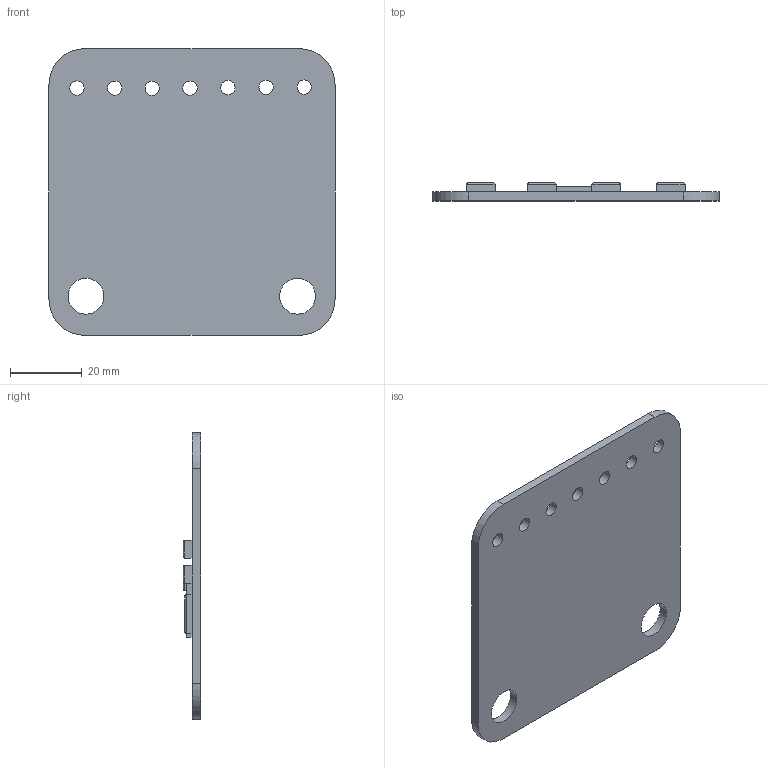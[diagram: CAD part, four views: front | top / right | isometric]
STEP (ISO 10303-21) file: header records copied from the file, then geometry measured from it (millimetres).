
FILE_DESCRIPTION(/* description */ ('','CAx-IF Rec.Pracs.---Representation and Presentation of Product Manufacturing Information (PMI)---4.0---2014-10-13'),/* implementation_level */ '2;1');
FILE_NAME(/* name */ 'ADXL335_WHL.step',/* time_stamp */ '2025-03-11T00:08:57-06:00',/* author */ (''),/* organization */ (''),/* preprocessor_version */ 'ST-DEVELOPER v20',/* originating_system */ 'Autodesk Translation Framework v13.20.0.188',/* authorisation */ '');
FILE_SCHEMA (('AP242_MANAGED_MODEL_BASED_3D_ENGINEERING_MIM_LF { 1 0 10303 442 1 1 4 }'));
Length unit declared in the file: millimetre
Products named in the file (1): ADXL335
Bounding box: 79.77 x 5 x 79.92 mm (x, y, z)
Volume: 16142.5 mm3; surface area: 13677.3 mm2
Topology: 1 solids, 1 shells, 78 faces, 183 edges, 114 vertices
Faces by surface type: plane 41, cylinder 37
Full cylindrical faces by diameter (mm): 4 x7, 10 x2
Entity records: 2274 total; most frequent: DIRECTION 391, CARTESIAN_POINT 376, ORIENTED_EDGE 366, EDGE_CURVE 183, LINE 133, VECTOR 133, AXIS2_PLACEMENT_3D 129, VERTEX_POINT 114
